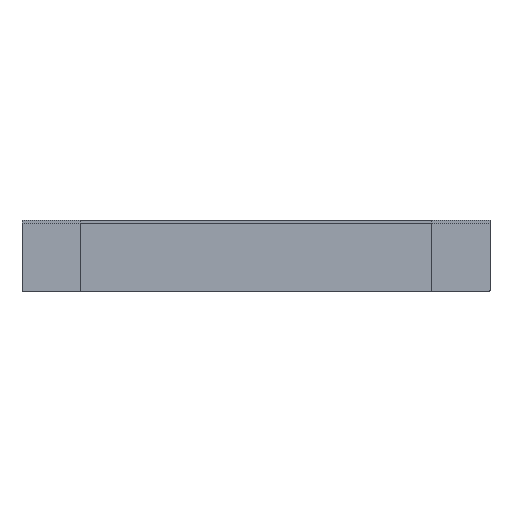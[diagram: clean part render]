
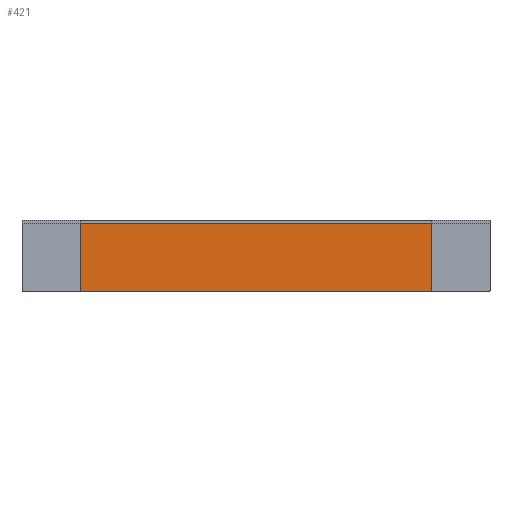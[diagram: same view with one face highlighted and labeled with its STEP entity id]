
A CAD part, top view. The second image highlights one B-rep face of the part: STEP entity #421.
In plain terms, the highlighted planar face has unit normal (0, 0, 1).
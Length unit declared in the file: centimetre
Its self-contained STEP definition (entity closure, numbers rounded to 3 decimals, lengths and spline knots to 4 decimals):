
#84=(
BOUNDED_CURVE()
B_SPLINE_CURVE(2,(#5125,#5126,#5127),.UNSPECIFIED.,.F.,.F.)
B_SPLINE_CURVE_WITH_KNOTS((3,3),(-1.,0.),.UNSPECIFIED.)
CURVE()
GEOMETRIC_REPRESENTATION_ITEM()
RATIONAL_B_SPLINE_CURVE((1.,0.707,1.))
REPRESENTATION_ITEM($)
);
#88=(
BOUNDED_CURVE()
B_SPLINE_CURVE(2,(#5147,#5148,#5149),.UNSPECIFIED.,.F.,.F.)
B_SPLINE_CURVE_WITH_KNOTS((3,3),(-1.,0.),.UNSPECIFIED.)
CURVE()
GEOMETRIC_REPRESENTATION_ITEM()
RATIONAL_B_SPLINE_CURVE((1.,0.707,1.))
REPRESENTATION_ITEM($)
);
#421=ADVANCED_FACE($,(#733),#3821,.T.);
#733=FACE_OUTER_BOUND($,#1045,.T.);
#1045=EDGE_LOOP($,(#1386,#1387,#1388,#1389,#1390,#1391));
#1386=ORIENTED_EDGE($,*,*,#2705,.F.);
#1387=ORIENTED_EDGE($,*,*,#2707,.F.);
#1388=ORIENTED_EDGE($,*,*,#2710,.F.);
#1389=ORIENTED_EDGE($,*,*,#2712,.F.);
#1390=ORIENTED_EDGE($,*,*,#2717,.F.);
#1391=ORIENTED_EDGE($,*,*,#2719,.T.);
#2705=EDGE_CURVE($,#3373,#3381,#4065,.T.);
#2707=EDGE_CURVE($,#3375,#3373,#4067,.T.);
#2710=EDGE_CURVE($,#3378,#3375,#4070,.T.);
#2712=EDGE_CURVE($,#3379,#3378,#84,.T.);
#2717=EDGE_CURVE($,#3383,#3379,#4073,.T.);
#2719=EDGE_CURVE($,#3383,#3381,#88,.T.);
#3373=VERTEX_POINT($,#5189);
#3375=VERTEX_POINT($,#5191);
#3378=VERTEX_POINT($,#5194);
#3379=VERTEX_POINT($,#5195);
#3381=VERTEX_POINT($,#5197);
#3383=VERTEX_POINT($,#5199);
#3821=PLANE($,#4581);
#4065=B_SPLINE_CURVE_WITH_KNOTS($,3,(#5108,#5109,#5110,#5111),.UNSPECIFIED.,
.F.,.F.,(4,4),(0.,34.4),.UNSPECIFIED.);
#4067=B_SPLINE_CURVE_WITH_KNOTS($,1,(#5114,#5115),.UNSPECIFIED.,.F.,.F.,
(2,2),(0.,180.),.UNSPECIFIED.);
#4070=B_SPLINE_CURVE_WITH_KNOTS($,1,(#5120,#5121),.UNSPECIFIED.,.F.,.F.,
(2,2),(0.6,35.),.UNSPECIFIED.);
#4073=B_SPLINE_CURVE_WITH_KNOTS($,1,(#5142,#5143),.UNSPECIFIED.,.F.,.F.,
(2,2),(60.6,239.4),.UNSPECIFIED.);
#4581=AXIS2_PLACEMENT_3D($,#5161,#4824,$);
#4824=DIRECTION($,(0.,0.,1.));
#5108=CARTESIAN_POINT($,(210.,35.,177.5));
#5109=CARTESIAN_POINT($,(210.,23.5333,177.5));
#5110=CARTESIAN_POINT($,(210.,12.0667,177.5));
#5111=CARTESIAN_POINT($,(210.,0.6,177.5));
#5114=CARTESIAN_POINT($,(30.,35.,177.5));
#5115=CARTESIAN_POINT($,(210.,35.,177.5));
#5120=CARTESIAN_POINT($,(30.,0.6,177.5));
#5121=CARTESIAN_POINT($,(30.,35.,177.5));
#5125=CARTESIAN_POINT($,(30.6,0.,177.5));
#5126=CARTESIAN_POINT($,(30.,0.,177.5));
#5127=CARTESIAN_POINT($,(30.,0.6,177.5));
#5142=CARTESIAN_POINT($,(209.4,0.,177.5));
#5143=CARTESIAN_POINT($,(30.6,0.,177.5));
#5147=CARTESIAN_POINT($,(209.4,0.,177.5));
#5148=CARTESIAN_POINT($,(210.,0.,177.5));
#5149=CARTESIAN_POINT($,(210.,0.6,177.5));
#5161=CARTESIAN_POINT($,(30.,0.,177.5));
#5189=CARTESIAN_POINT($,(210.,35.,177.5));
#5191=CARTESIAN_POINT($,(30.,35.,177.5));
#5194=CARTESIAN_POINT($,(30.,0.6,177.5));
#5195=CARTESIAN_POINT($,(30.6,0.,177.5));
#5197=CARTESIAN_POINT($,(210.,0.6,177.5));
#5199=CARTESIAN_POINT($,(209.4,0.,177.5));
